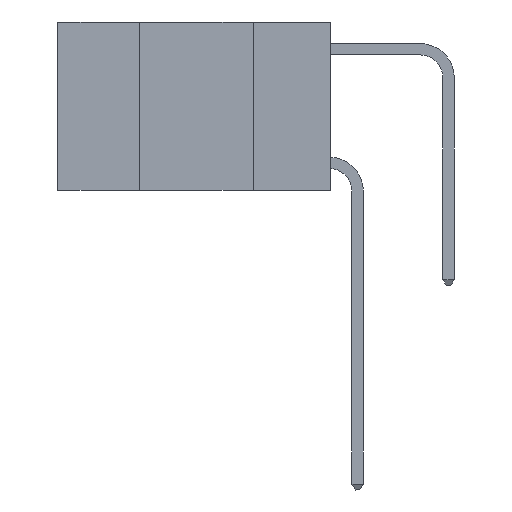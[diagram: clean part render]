
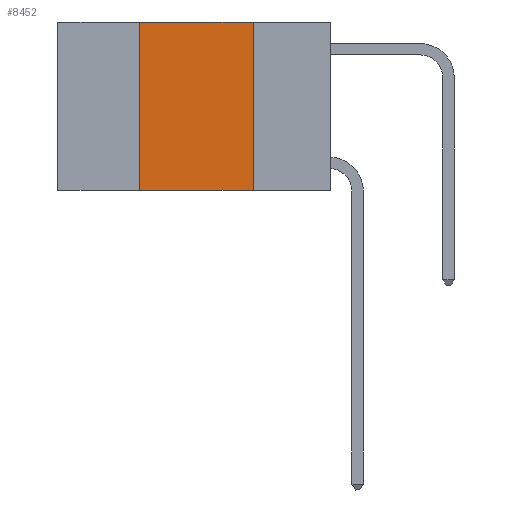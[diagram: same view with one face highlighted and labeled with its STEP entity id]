
A CAD part, left-side view. The second image highlights one B-rep face of the part: STEP entity #8452.
In plain terms, the highlighted planar face has unit normal (-1, 0, 0).
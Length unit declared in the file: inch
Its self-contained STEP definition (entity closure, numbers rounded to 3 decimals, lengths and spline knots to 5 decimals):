
#332 = EDGE_CURVE ( 'NONE', #6283, #3514, #8596, .T. ) ;
#427 = CARTESIAN_POINT ( 'NONE',  ( 0., 0.6, 0. ) ) ;
#658 = CARTESIAN_POINT ( 'NONE',  ( 0., 0.6, 0. ) ) ;
#796 = AXIS2_PLACEMENT_3D ( 'NONE', #427, #1379, #8038 ) ;
#895 = CARTESIAN_POINT ( 'NONE',  ( 0., 0.42, -0.37 ) ) ;
#1317 = VECTOR ( 'NONE', #4686, 39.37008 ) ;
#1379 = DIRECTION ( 'NONE',  ( 1., 0., 0. ) ) ;
#2546 = CARTESIAN_POINT ( 'NONE',  ( 0., 0.17, -0.37 ) ) ;
#3283 = VERTEX_POINT ( 'NONE', #10031 ) ;
#3514 = VERTEX_POINT ( 'NONE', #8523 ) ;
#3749 = CARTESIAN_POINT ( 'NONE',  ( 0., 0.42, 0. ) ) ;
#4196 = CARTESIAN_POINT ( 'NONE',  ( 0., 0.6, -0.37 ) ) ;
#4372 = EDGE_CURVE ( 'NONE', #3514, #3283, #7943, .T. ) ;
#4686 = DIRECTION ( 'NONE',  ( 0., 0., 1. ) ) ;
#4871 = EDGE_CURVE ( 'NONE', #6283, #8605, #10104, .T. ) ;
#4928 = EDGE_LOOP ( 'NONE', ( #7109, #6843, #9023, #10938 ) ) ;
#5548 = EDGE_CURVE ( 'NONE', #3283, #8605, #10530, .T. ) ;
#5553 = VECTOR ( 'NONE', #8228, 39.37008 ) ;
#6283 = VERTEX_POINT ( 'NONE', #895 ) ;
#6344 = CARTESIAN_POINT ( 'NONE',  ( 0., 0.17, 0. ) ) ;
#6843 = ORIENTED_EDGE ( 'NONE', *, *, #4372, .F. ) ;
#7059 = DIRECTION ( 'NONE',  ( 0., -1., 0. ) ) ;
#7109 = ORIENTED_EDGE ( 'NONE', *, *, #5548, .F. ) ;
#7320 = DIRECTION ( 'NONE',  ( 0., -1., 0. ) ) ;
#7639 = VECTOR ( 'NONE', #7059, 39.37008 ) ;
#7943 = LINE ( 'NONE', #658, #10992 ) ;
#8038 = DIRECTION ( 'NONE',  ( 0., 0., -1. ) ) ;
#8228 = DIRECTION ( 'NONE',  ( 0., 0., -1. ) ) ;
#8452 = ADVANCED_FACE ( 'NONE', ( #10304 ), #8924, .F. ) ;
#8523 = CARTESIAN_POINT ( 'NONE',  ( 0., 0.42, 0. ) ) ;
#8596 = LINE ( 'NONE', #3749, #1317 ) ;
#8605 = VERTEX_POINT ( 'NONE', #2546 ) ;
#8924 = PLANE ( 'NONE',  #796 ) ;
#9023 = ORIENTED_EDGE ( 'NONE', *, *, #332, .F. ) ;
#10031 = CARTESIAN_POINT ( 'NONE',  ( 0., 0.17, 0. ) ) ;
#10104 = LINE ( 'NONE', #4196, #7639 ) ;
#10304 = FACE_OUTER_BOUND ( 'NONE', #4928, .T. ) ;
#10530 = LINE ( 'NONE', #6344, #5553 ) ;
#10938 = ORIENTED_EDGE ( 'NONE', *, *, #4871, .T. ) ;
#10992 = VECTOR ( 'NONE', #7320, 39.37008 ) ;
